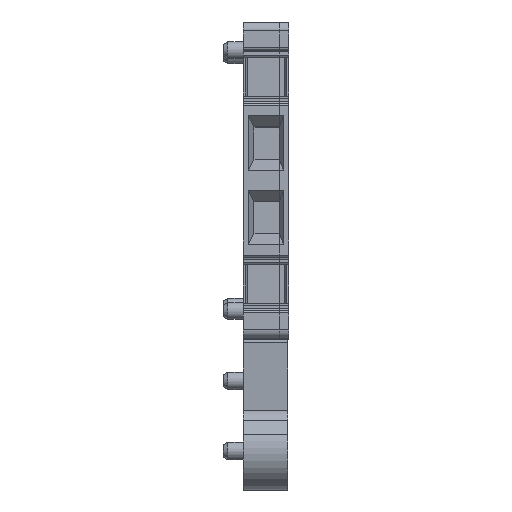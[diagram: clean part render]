
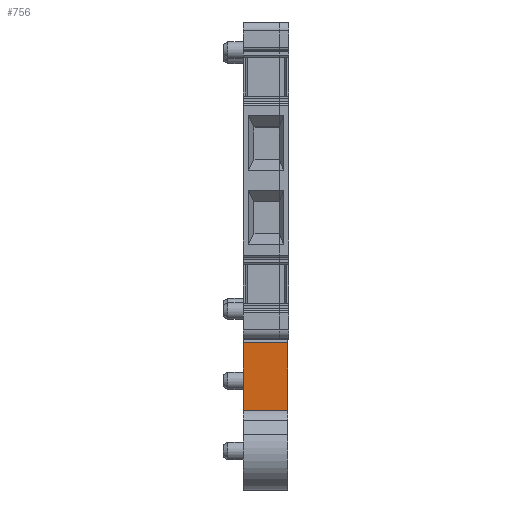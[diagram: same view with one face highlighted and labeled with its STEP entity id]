
A CAD part, top view. The second image highlights one B-rep face of the part: STEP entity #756.
In plain terms, the highlighted planar face has unit normal (0, 0.97, 0.242).
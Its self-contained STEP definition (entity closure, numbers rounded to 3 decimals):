
#729=AXIS2_PLACEMENT_3D('Plane Axis2P3D',#726,#727,#728) ;
#704=CARTESIAN_POINT('Vertex',(2.251,16.622,39.366)) ;
#707=CARTESIAN_POINT('Line Origine',(4.751,16.622,39.366)) ;
#711=CARTESIAN_POINT('Vertex',(7.251,16.622,39.366)) ;
#726=CARTESIAN_POINT('Axis2P3D Location',(2.251,16.622,39.366)) ;
#731=CARTESIAN_POINT('Line Origine',(2.251,12.788,54.743)) ;
#735=CARTESIAN_POINT('Vertex',(2.251,8.954,70.12)) ;
#738=CARTESIAN_POINT('Line Origine',(4.751,8.954,70.12)) ;
#742=CARTESIAN_POINT('Vertex',(7.251,8.954,70.12)) ;
#745=CARTESIAN_POINT('Line Origine',(7.251,12.788,54.743)) ;
#708=DIRECTION('Vector Direction',(1.,0.,0.)) ;
#727=DIRECTION('Axis2P3D Direction',(0.,0.97,0.242)) ;
#728=DIRECTION('Axis2P3D XDirection',(0.,-0.242,0.97)) ;
#732=DIRECTION('Vector Direction',(0.,-0.242,0.97)) ;
#739=DIRECTION('Vector Direction',(1.,0.,0.)) ;
#746=DIRECTION('Vector Direction',(0.,-0.242,0.97)) ;
#709=VECTOR('Line Direction',#708,1.) ;
#733=VECTOR('Line Direction',#732,1.) ;
#740=VECTOR('Line Direction',#739,1.) ;
#747=VECTOR('Line Direction',#746,1.) ;
#751=ORIENTED_EDGE('',*,*,#713,.F.) ;
#752=ORIENTED_EDGE('',*,*,#737,.T.) ;
#753=ORIENTED_EDGE('',*,*,#744,.T.) ;
#754=ORIENTED_EDGE('',*,*,#749,.F.) ;
#756=ADVANCED_FACE('V1',(#755),#730,.T.) ;
#713=EDGE_CURVE('',#705,#712,#710,.T.) ;
#737=EDGE_CURVE('',#705,#736,#734,.T.) ;
#744=EDGE_CURVE('',#736,#743,#741,.T.) ;
#749=EDGE_CURVE('',#712,#743,#748,.T.) ;
#750=EDGE_LOOP('',(#751,#752,#753,#754)) ;
#755=FACE_OUTER_BOUND('',#750,.T.) ;
#710=LINE('Line',#707,#709) ;
#734=LINE('Line',#731,#733) ;
#741=LINE('Line',#738,#740) ;
#748=LINE('Line',#745,#747) ;
#730=PLANE('',#729) ;
#705=VERTEX_POINT('',#704) ;
#712=VERTEX_POINT('',#711) ;
#736=VERTEX_POINT('',#735) ;
#743=VERTEX_POINT('',#742) ;
